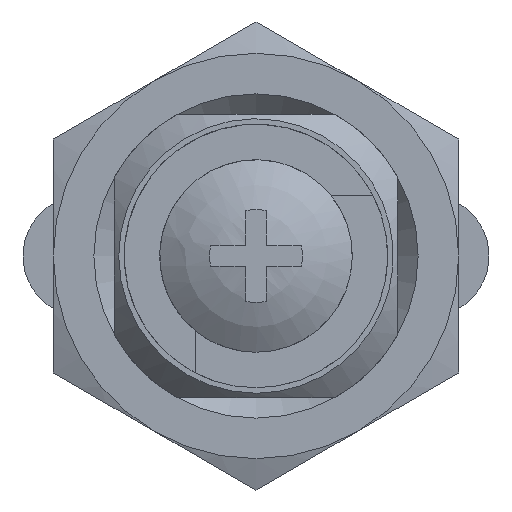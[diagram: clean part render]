
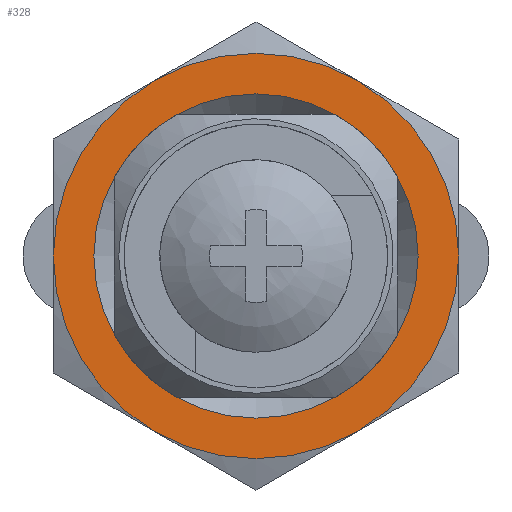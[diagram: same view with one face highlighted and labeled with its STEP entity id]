
A CAD part, front view. The second image highlights one B-rep face of the part: STEP entity #328.
In plain terms, the highlighted planar face has unit normal (0, -1, 0).
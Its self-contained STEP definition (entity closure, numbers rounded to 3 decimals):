
#328 = ADVANCED_FACE( '', ( #649, #650 ), #651, .T. );
#649 = FACE_OUTER_BOUND( '', #987, .T. );
#650 = FACE_BOUND( '', #988, .T. );
#651 = PLANE( '', #989 );
#987 = EDGE_LOOP( '', ( #1654, #1655, #1656, #1657, #1658, #1659 ) );
#988 = EDGE_LOOP( '', ( #1660 ) );
#989 = AXIS2_PLACEMENT_3D( '', #1661, #1662, #1663 );
#1654 = ORIENTED_EDGE( '', *, *, #2048, .T. );
#1655 = ORIENTED_EDGE( '', *, *, #2190, .T. );
#1656 = ORIENTED_EDGE( '', *, *, #2186, .T. );
#1657 = ORIENTED_EDGE( '', *, *, #2095, .T. );
#1658 = ORIENTED_EDGE( '', *, *, #1990, .T. );
#1659 = ORIENTED_EDGE( '', *, *, #1993, .T. );
#1660 = ORIENTED_EDGE( '', *, *, #2061, .F. );
#1661 = CARTESIAN_POINT( '', ( 8., -3.5, 0. ) );
#1662 = DIRECTION( '', ( 0., -1., 0. ) );
#1663 = DIRECTION( '', ( 0., 0., -1. ) );
#1990 = EDGE_CURVE( '', #2307, #2322, #2323, .T. );
#1993 = EDGE_CURVE( '', #2322, #2326, #2327, .T. );
#2048 = EDGE_CURVE( '', #2326, #2421, #2422, .T. );
#2061 = EDGE_CURVE( '', #2439, #2439, #2440, .T. );
#2095 = EDGE_CURVE( '', #2486, #2307, #2488, .T. );
#2186 = EDGE_CURVE( '', #2622, #2486, #2623, .T. );
#2190 = EDGE_CURVE( '', #2421, #2622, #2627, .T. );
#2307 = VERTEX_POINT( '', #2792 );
#2322 = VERTEX_POINT( '', #2818 );
#2323 = CIRCLE( '', #2819, 10. );
#2326 = VERTEX_POINT( '', #2827 );
#2327 = CIRCLE( '', #2828, 10. );
#2421 = VERTEX_POINT( '', #3010 );
#2422 = CIRCLE( '', #3011, 10. );
#2439 = VERTEX_POINT( '', #3042 );
#2440 = CIRCLE( '', #3043, 8. );
#2486 = VERTEX_POINT( '', #3117 );
#2488 = CIRCLE( '', #3124, 10. );
#2622 = VERTEX_POINT( '', #3335 );
#2623 = CIRCLE( '', #3336, 10. );
#2627 = CIRCLE( '', #3345, 10. );
#2792 = CARTESIAN_POINT( '', ( -10., -3.5, 0. ) );
#2818 = CARTESIAN_POINT( '', ( -5., -3.5, -8.66 ) );
#2819 = AXIS2_PLACEMENT_3D( '', #3507, #3508, #3509 );
#2827 = CARTESIAN_POINT( '', ( 5., -3.5, -8.66 ) );
#2828 = AXIS2_PLACEMENT_3D( '', #3510, #3511, #3512 );
#3010 = CARTESIAN_POINT( '', ( 10., -3.5, 0. ) );
#3011 = AXIS2_PLACEMENT_3D( '', #3584, #3585, #3586 );
#3042 = CARTESIAN_POINT( '', ( 0., -3.5, -8. ) );
#3043 = AXIS2_PLACEMENT_3D( '', #3597, #3598, #3599 );
#3117 = CARTESIAN_POINT( '', ( -5., -3.5, 8.66 ) );
#3124 = AXIS2_PLACEMENT_3D( '', #3645, #3646, #3647 );
#3335 = CARTESIAN_POINT( '', ( 5., -3.5, 8.66 ) );
#3336 = AXIS2_PLACEMENT_3D( '', #3748, #3749, #3750 );
#3345 = AXIS2_PLACEMENT_3D( '', #3751, #3752, #3753 );
#3507 = CARTESIAN_POINT( '', ( 0., -3.5, 0. ) );
#3508 = DIRECTION( '', ( 0., -1., 0. ) );
#3509 = DIRECTION( '', ( 0., 0., -1. ) );
#3510 = CARTESIAN_POINT( '', ( 0., -3.5, 0. ) );
#3511 = DIRECTION( '', ( 0., -1., 0. ) );
#3512 = DIRECTION( '', ( 0., 0., -1. ) );
#3584 = CARTESIAN_POINT( '', ( 0., -3.5, 0. ) );
#3585 = DIRECTION( '', ( 0., -1., 0. ) );
#3586 = DIRECTION( '', ( 0., 0., -1. ) );
#3597 = CARTESIAN_POINT( '', ( 0., -3.5, 0. ) );
#3598 = DIRECTION( '', ( 0., -1., 0. ) );
#3599 = DIRECTION( '', ( 0., 0., -1. ) );
#3645 = CARTESIAN_POINT( '', ( 0., -3.5, 0. ) );
#3646 = DIRECTION( '', ( 0., -1., 0. ) );
#3647 = DIRECTION( '', ( 0., 0., -1. ) );
#3748 = CARTESIAN_POINT( '', ( 0., -3.5, 0. ) );
#3749 = DIRECTION( '', ( 0., -1., 0. ) );
#3750 = DIRECTION( '', ( 0., 0., -1. ) );
#3751 = CARTESIAN_POINT( '', ( 0., -3.5, 0. ) );
#3752 = DIRECTION( '', ( 0., -1., 0. ) );
#3753 = DIRECTION( '', ( 0., 0., -1. ) );
